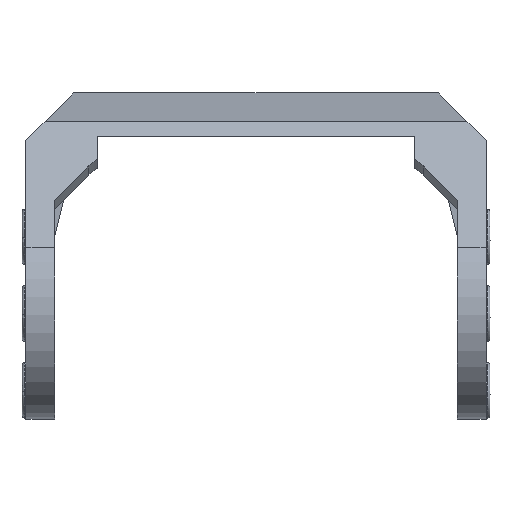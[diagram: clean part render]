
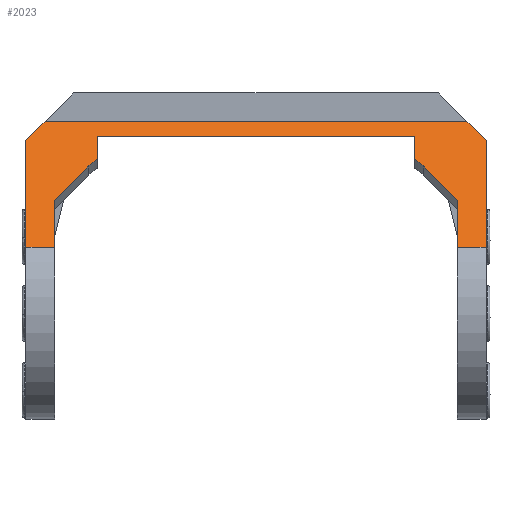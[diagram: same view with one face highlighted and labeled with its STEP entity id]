
A CAD part, front view. The second image highlights one B-rep face of the part: STEP entity #2023.
In plain terms, the highlighted planar face has unit normal (0, -0.778, 0.628).
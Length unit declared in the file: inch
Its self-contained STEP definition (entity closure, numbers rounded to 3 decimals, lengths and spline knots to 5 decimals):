
#277 = VECTOR ( 'NONE', #2370, 39.37008 ) ;
#282 = VECTOR ( 'NONE', #2373, 39.37008 ) ;
#283 = VECTOR ( 'NONE', #2376, 39.37008 ) ;
#284 = VECTOR ( 'NONE', #2379, 39.37008 ) ;
#285 = VECTOR ( 'NONE', #2382, 39.37008 ) ;
#286 = VECTOR ( 'NONE', #2385, 39.37008 ) ;
#287 = VECTOR ( 'NONE', #2388, 39.37008 ) ;
#288 = VECTOR ( 'NONE', #2391, 39.37008 ) ;
#289 = VECTOR ( 'NONE', #2394, 39.37008 ) ;
#290 = VECTOR ( 'NONE', #2397, 39.37008 ) ;
#291 = VECTOR ( 'NONE', #2400, 39.37008 ) ;
#292 = VECTOR ( 'NONE', #2403, 39.37008 ) ;
#491 = CIRCLE ( 'NONE', #493, 0.19685 ) ;
#493 = AXIS2_PLACEMENT_3D ( 'NONE', #2910, #2911, #2912 ) ;
#494 = CIRCLE ( 'NONE', #496, 0.19685 ) ;
#496 = AXIS2_PLACEMENT_3D ( 'NONE', #2916, #2917, #2918 ) ;
#2023 = ADVANCED_FACE ( 'NONE', ( #12063 ), #12057, .T. ) ;
#2107 = EDGE_CURVE ( 'NONE', #10869, #10864, #12436, .T. ) ;
#2111 = EDGE_CURVE ( 'NONE', #10865, #10860, #12448, .T. ) ;
#2345 = LINE ( 'NONE', #2369, #277 ) ;
#2369 = CARTESIAN_POINT ( 'NONE',  ( -0.82677, -0.1808, 0.46564 ) ) ;
#2370 = DIRECTION ( 'NONE',  ( 0.614, 0.495, 0.614 ) ) ;
#2371 = LINE ( 'NONE', #2372, #282 ) ;
#2372 = CARTESIAN_POINT ( 'NONE',  ( -0.82677, 0.07874, 0.7874 ) ) ;
#2373 = DIRECTION ( 'NONE',  ( 0., 0.628, 0.778 ) ) ;
#2374 = LINE ( 'NONE', #2375, #283 ) ;
#2375 = CARTESIAN_POINT ( 'NONE',  ( -0.94488, 0.07874, 0.7874 ) ) ;
#2376 = DIRECTION ( 'NONE',  ( 0., -0.628, -0.778 ) ) ;
#2377 = LINE ( 'NONE', #2378, #284 ) ;
#2378 = CARTESIAN_POINT ( 'NONE',  ( -0.86614, 0.07874, 0.7874 ) ) ;
#2379 = DIRECTION ( 'NONE',  ( -0.614, -0.495, -0.614 ) ) ;
#2380 = LINE ( 'NONE', #2381, #285 ) ;
#2381 = CARTESIAN_POINT ( 'NONE',  ( -0.94488, 0.07874, 0.7874 ) ) ;
#2382 = DIRECTION ( 'NONE',  ( 1., 0., 0. ) ) ;
#2383 = LINE ( 'NONE', #2384, #286 ) ;
#2384 = CARTESIAN_POINT ( 'NONE',  ( 0.94488, 0.01523, 0.70866 ) ) ;
#2385 = DIRECTION ( 'NONE',  ( -0.614, 0.495, 0.614 ) ) ;
#2386 = LINE ( 'NONE', #2387, #287 ) ;
#2387 = CARTESIAN_POINT ( 'NONE',  ( 0.94488, 0.07874, 0.7874 ) ) ;
#2388 = DIRECTION ( 'NONE',  ( 0., 0.628, 0.778 ) ) ;
#2389 = LINE ( 'NONE', #2390, #288 ) ;
#2390 = CARTESIAN_POINT ( 'NONE',  ( 0.82677, 0.07874, 0.7874 ) ) ;
#2391 = DIRECTION ( 'NONE',  ( 0., -0.628, -0.778 ) ) ;
#2392 = LINE ( 'NONE', #2393, #289 ) ;
#2393 = CARTESIAN_POINT ( 'NONE',  ( 0.6867, -0.06781, 0.60572 ) ) ;
#2394 = DIRECTION ( 'NONE',  ( 0.614, -0.495, -0.614 ) ) ;
#2395 = LINE ( 'NONE', #2396, #290 ) ;
#2396 = CARTESIAN_POINT ( 'NONE',  ( 0.65, 0.07874, 0.7874 ) ) ;
#2397 = DIRECTION ( 'NONE',  ( 0., -0.628, -0.778 ) ) ;
#2398 = LINE ( 'NONE', #2399, #291 ) ;
#2399 = CARTESIAN_POINT ( 'NONE',  ( -0.94488, 0.0311, 0.72835 ) ) ;
#2400 = DIRECTION ( 'NONE',  ( 1., 0., 0. ) ) ;
#2401 = LINE ( 'NONE', #2402, #292 ) ;
#2402 = CARTESIAN_POINT ( 'NONE',  ( -0.65, 0.07874, 0.7874 ) ) ;
#2403 = DIRECTION ( 'NONE',  ( 0., 0.628, 0.778 ) ) ;
#2910 = CARTESIAN_POINT ( 'NONE',  ( -0.53136, -0.14372, 0.51161 ) ) ;
#2911 = DIRECTION ( 'NONE',  ( 0., 0.778, -0.628 ) ) ;
#2912 = DIRECTION ( 'NONE',  ( 0., -0.628, -0.778 ) ) ;
#2916 = CARTESIAN_POINT ( 'NONE',  ( 0.53136, -0.14372, 0.51161 ) ) ;
#2917 = DIRECTION ( 'NONE',  ( 0., 0.778, -0.628 ) ) ;
#2918 = DIRECTION ( 'NONE',  ( 0., -0.628, -0.778 ) ) ;
#3239 = CARTESIAN_POINT ( 'NONE',  ( -0.94488, 0.01523, 0.70866 ) ) ;
#3241 = CARTESIAN_POINT ( 'NONE',  ( 0.86614, 0.07874, 0.7874 ) ) ;
#3243 = CARTESIAN_POINT ( 'NONE',  ( 0.94488, 0.01523, 0.70866 ) ) ;
#3244 = CARTESIAN_POINT ( 'NONE',  ( 0.65, 0.0311, 0.72835 ) ) ;
#3245 = CARTESIAN_POINT ( 'NONE',  ( 0.82677, -0.1808, 0.46564 ) ) ;
#3249 = CARTESIAN_POINT ( 'NONE',  ( -0.82677, -0.1808, 0.46564 ) ) ;
#3251 = CARTESIAN_POINT ( 'NONE',  ( -0.65, 0.0311, 0.72835 ) ) ;
#3255 = CARTESIAN_POINT ( 'NONE',  ( -0.86614, 0.07874, 0.7874 ) ) ;
#3364 = CARTESIAN_POINT ( 'NONE',  ( 0.6867, -0.06781, 0.60572 ) ) ;
#3365 = CARTESIAN_POINT ( 'NONE',  ( -0.6867, -0.06781, 0.60572 ) ) ;
#3368 = CARTESIAN_POINT ( 'NONE',  ( 0.65, -0.0451, 0.63387 ) ) ;
#3382 = CARTESIAN_POINT ( 'NONE',  ( -0.65, -0.0451, 0.63387 ) ) ;
#3626 = CARTESIAN_POINT ( 'NONE',  ( 0.94488, -0.33708, 0.2719 ) ) ;
#3630 = CARTESIAN_POINT ( 'NONE',  ( -0.82677, -0.33708, 0.2719 ) ) ;
#3631 = CARTESIAN_POINT ( 'NONE',  ( 0.82677, -0.33708, 0.2719 ) ) ;
#3635 = CARTESIAN_POINT ( 'NONE',  ( -0.94488, -0.33708, 0.2719 ) ) ;
#7808 = EDGE_CURVE ( 'NONE', #8681, #8794, #2345, .T. ) ;
#7809 = EDGE_CURVE ( 'NONE', #10864, #8681, #2371, .T. ) ;
#7810 = EDGE_CURVE ( 'NONE', #8671, #10869, #2374, .T. ) ;
#7811 = EDGE_CURVE ( 'NONE', #8687, #8671, #2377, .T. ) ;
#7812 = EDGE_CURVE ( 'NONE', #8687, #8673, #2380, .T. ) ;
#7813 = EDGE_CURVE ( 'NONE', #8675, #8673, #2383, .T. ) ;
#7814 = EDGE_CURVE ( 'NONE', #10860, #8675, #2386, .T. ) ;
#7815 = EDGE_CURVE ( 'NONE', #8677, #10865, #2389, .T. ) ;
#7816 = EDGE_CURVE ( 'NONE', #8793, #8677, #2392, .T. ) ;
#7817 = EDGE_CURVE ( 'NONE', #8676, #8797, #2395, .T. ) ;
#7818 = EDGE_CURVE ( 'NONE', #8683, #8676, #2398, .T. ) ;
#7819 = EDGE_CURVE ( 'NONE', #8811, #8683, #2401, .T. ) ;
#7988 = EDGE_CURVE ( 'NONE', #8794, #8811, #491, .T. ) ;
#7990 = EDGE_CURVE ( 'NONE', #8797, #8793, #494, .T. ) ;
#8671 = VERTEX_POINT ( 'NONE', #3239 ) ;
#8673 = VERTEX_POINT ( 'NONE', #3241 ) ;
#8675 = VERTEX_POINT ( 'NONE', #3243 ) ;
#8676 = VERTEX_POINT ( 'NONE', #3244 ) ;
#8677 = VERTEX_POINT ( 'NONE', #3245 ) ;
#8681 = VERTEX_POINT ( 'NONE', #3249 ) ;
#8683 = VERTEX_POINT ( 'NONE', #3251 ) ;
#8687 = VERTEX_POINT ( 'NONE', #3255 ) ;
#8793 = VERTEX_POINT ( 'NONE', #3364 ) ;
#8794 = VERTEX_POINT ( 'NONE', #3365 ) ;
#8797 = VERTEX_POINT ( 'NONE', #3368 ) ;
#8811 = VERTEX_POINT ( 'NONE', #3382 ) ;
#9363 = VECTOR ( 'NONE', #12476, 39.37008 ) ;
#9372 = VECTOR ( 'NONE', #12446, 39.37008 ) ;
#9467 = AXIS2_PLACEMENT_3D ( 'NONE', #12059, #12065, #12066 ) ;
#10860 = VERTEX_POINT ( 'NONE', #3626 ) ;
#10864 = VERTEX_POINT ( 'NONE', #3630 ) ;
#10865 = VERTEX_POINT ( 'NONE', #3631 ) ;
#10869 = VERTEX_POINT ( 'NONE', #3635 ) ;
#11254 = ORIENTED_EDGE ( 'NONE', *, *, #7988, .T. ) ;
#11255 = ORIENTED_EDGE ( 'NONE', *, *, #7819, .T. ) ;
#11256 = ORIENTED_EDGE ( 'NONE', *, *, #7818, .T. ) ;
#11257 = ORIENTED_EDGE ( 'NONE', *, *, #7817, .T. ) ;
#11258 = ORIENTED_EDGE ( 'NONE', *, *, #7990, .T. ) ;
#11259 = ORIENTED_EDGE ( 'NONE', *, *, #7816, .T. ) ;
#11260 = ORIENTED_EDGE ( 'NONE', *, *, #7815, .T. ) ;
#11261 = ORIENTED_EDGE ( 'NONE', *, *, #2111, .T. ) ;
#11262 = ORIENTED_EDGE ( 'NONE', *, *, #7814, .T. ) ;
#11263 = ORIENTED_EDGE ( 'NONE', *, *, #7813, .T. ) ;
#11264 = ORIENTED_EDGE ( 'NONE', *, *, #7812, .F. ) ;
#11265 = ORIENTED_EDGE ( 'NONE', *, *, #7811, .T. ) ;
#11266 = ORIENTED_EDGE ( 'NONE', *, *, #7810, .T. ) ;
#11267 = ORIENTED_EDGE ( 'NONE', *, *, #2107, .T. ) ;
#11268 = ORIENTED_EDGE ( 'NONE', *, *, #7809, .T. ) ;
#11269 = ORIENTED_EDGE ( 'NONE', *, *, #7808, .T. ) ;
#12057 = PLANE ( 'NONE',  #9467 ) ;
#12059 = CARTESIAN_POINT ( 'NONE',  ( -0.94488, 0.07874, 0.7874 ) ) ;
#12063 = FACE_OUTER_BOUND ( 'NONE', #13490, .T. ) ;
#12065 = DIRECTION ( 'NONE',  ( 0., -0.778, 0.628 ) ) ;
#12066 = DIRECTION ( 'NONE',  ( 0., -0.628, -0.778 ) ) ;
#12420 = CARTESIAN_POINT ( 'NONE',  ( -0.94488, -0.33708, 0.2719 ) ) ;
#12436 = LINE ( 'NONE', #12420, #9372 ) ;
#12446 = DIRECTION ( 'NONE',  ( 1., 0., 0. ) ) ;
#12448 = LINE ( 'NONE', #12451, #9363 ) ;
#12451 = CARTESIAN_POINT ( 'NONE',  ( -0.94488, -0.33708, 0.2719 ) ) ;
#12476 = DIRECTION ( 'NONE',  ( 1., 0., 0. ) ) ;
#13490 = EDGE_LOOP ( 'NONE', ( #11254, #11255, #11256, #11257, #11258, #11259, #11260, #11261, #11262, #11263, #11264, #11265, #11266, #11267, #11268, #11269 ) ) ;
